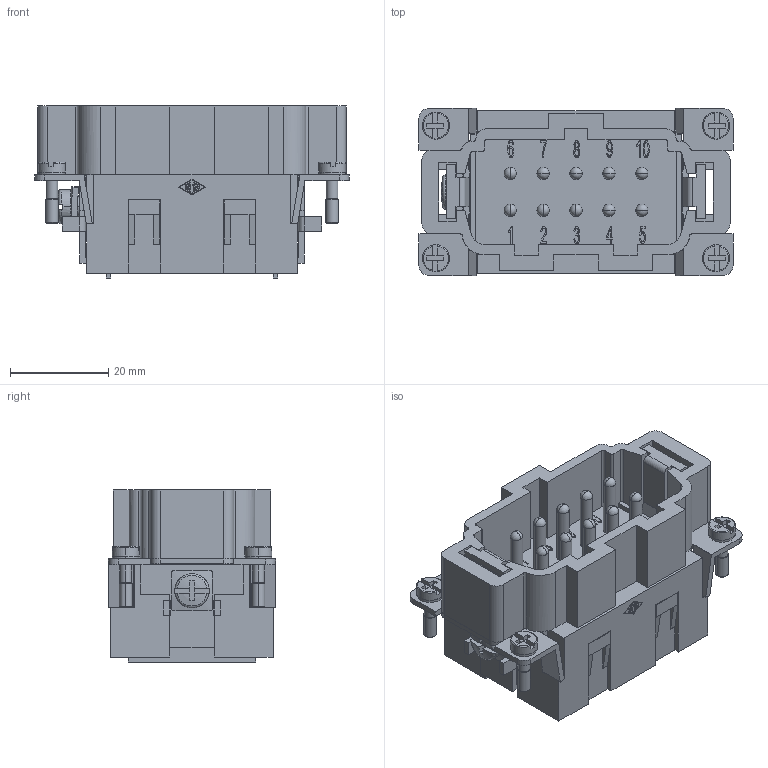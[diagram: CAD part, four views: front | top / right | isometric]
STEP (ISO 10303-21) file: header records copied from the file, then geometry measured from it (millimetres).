
FILE_DESCRIPTION(('Creo Elements/Direct Modeling STEP Export'),'2;1');
FILE_NAME('JSEM 10.stp','2014-08-01T10:32:39',(''),(''),'Creo Elements/Direct Modeling STEP processor for AP214 (Solid Model)','Creo Elements/Direct Modeling 18.0B 02-Dec-2011 (C) Parametric Technology GmbH','');
FILE_SCHEMA(('AUTOMOTIVE_DESIGN { 1 0 10303 214 1 1 1 1 }'));
Length unit declared in the file: millimetre
Products named in the file (2): CSEM_10; JSEM_10.stp
Assembly tree (1 placements, depth 2):
  JSEM_10.stp
    CSEM_10
Bounding box: 63.9 x 34 x 35 mm (x, y, z)
Volume: 34642.8 mm3; surface area: 19488.5 mm2
Topology: 1 solids, 1 shells, 1101 faces, 2995 edges, 1948 vertices
Faces by surface type: plane 684, extrusion 179, cylinder 170, cone 32, sphere 22, torus 14
Entity records: 43184 total; most frequent: CARTESIAN_POINT 7765, ORIENTED_EDGE 5918, DIRECTION 4736, EDGE_CURVE 2959, VECTOR 2272, LINE 2093, VERTEX_POINT 1948, AXIS2_PLACEMENT_3D 1232
